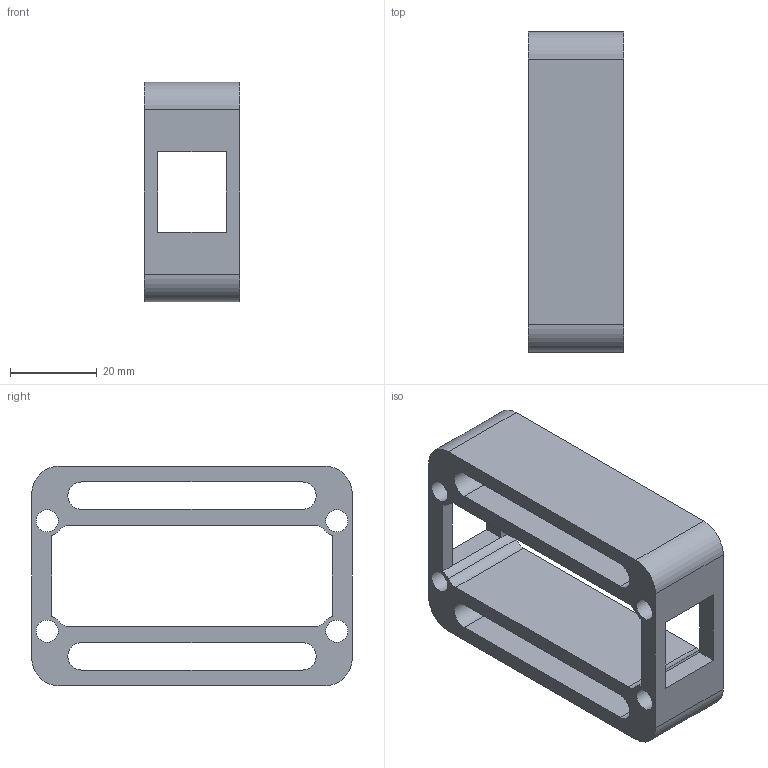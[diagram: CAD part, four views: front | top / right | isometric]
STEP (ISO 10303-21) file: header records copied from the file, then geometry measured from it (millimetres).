
FILE_DESCRIPTION(/* description */ (''),/* implementation_level */ '2;1');
FILE_NAME(/* name */ 'EL2-022.stp',/* time_stamp */ '2025-02-05T18:57:22-05:00',/* author */ ('slick'),/* organization */ (''),/* preprocessor_version */ 'ST-DEVELOPER v19.2',/* originating_system */ 'Autodesk Inventor 2023',/* authorisation */ '');
FILE_SCHEMA (('AUTOMOTIVE_DESIGN { 1 0 10303 214 3 1 1 }'));
Length unit declared in the file: inch
Products named in the file (1): EL2-022
Bounding box: 22.1 x 73.78 x 50.55 mm (x, y, z)
Volume: 28458.8 mm3; surface area: 18063.1 mm2
Topology: 1 solids, 1 shells, 44 faces, 124 edges, 80 vertices
Faces by surface type: plane 24, cylinder 20
Full cylindrical faces by diameter (mm): 5.105 x4
Entity records: 1505 total; most frequent: DIRECTION 254, CARTESIAN_POINT 249, ORIENTED_EDGE 248, EDGE_CURVE 124, AXIS2_PLACEMENT_3D 85, LINE 84, VECTOR 84, VERTEX_POINT 80
